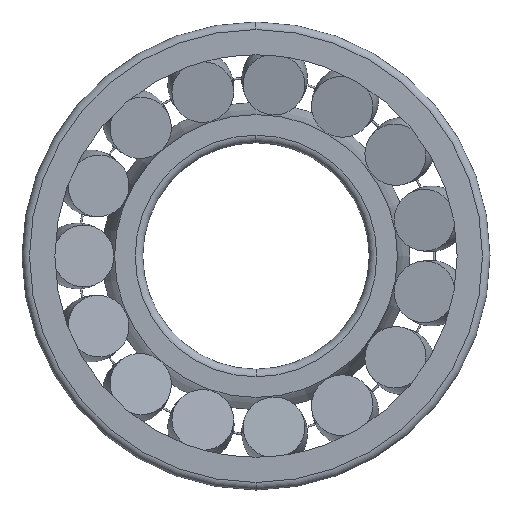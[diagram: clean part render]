
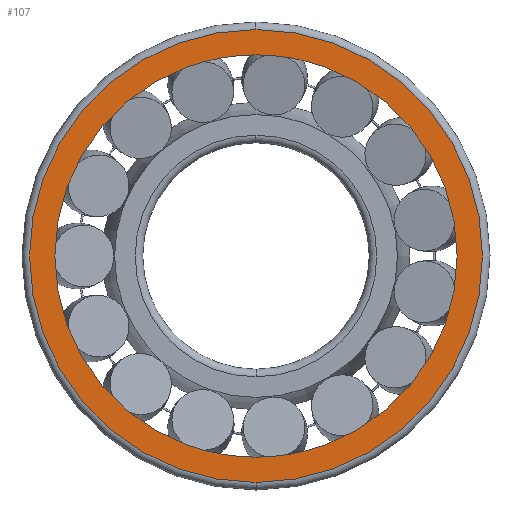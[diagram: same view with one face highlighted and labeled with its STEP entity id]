
A CAD part, left-side view. The second image highlights one B-rep face of the part: STEP entity #107.
In plain terms, the highlighted planar face has unit normal (-1, 0, 0).
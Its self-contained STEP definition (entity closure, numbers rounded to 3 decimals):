
#107=ADVANCED_FACE('',(#367,#368),#369,.T.);
#367=FACE_OUTER_BOUND('',#868,.T.);
#368=FACE_BOUND('',#869,.T.);
#369=PLANE('',#870);
#868=EDGE_LOOP('',(#1596,#1597,#1598));
#869=EDGE_LOOP('',(#1599,#1600,#1601));
#870=AXIS2_PLACEMENT_3D('',#1602,#1603,#1604);
#1596=ORIENTED_EDGE('',*,*,#3172,.F.);
#1597=ORIENTED_EDGE('',*,*,#3171,.F.);
#1598=ORIENTED_EDGE('',*,*,#3199,.F.);
#1599=ORIENTED_EDGE('',*,*,#3203,.T.);
#1600=ORIENTED_EDGE('',*,*,#3154,.T.);
#1601=ORIENTED_EDGE('',*,*,#3204,.T.);
#1602=CARTESIAN_POINT('',(0.,28.324,0.0));
#1603=DIRECTION('',(-1.0,0.,0.0));
#1604=DIRECTION('',(0.,-1.0,0.0));
#3154=EDGE_CURVE('',#3768,#3765,#3769,.T.);
#3171=EDGE_CURVE('',#3799,#3802,#3803,.T.);
#3172=EDGE_CURVE('',#3802,#3804,#3805,.T.);
#3199=EDGE_CURVE('',#3804,#3799,#3842,.T.);
#3203=EDGE_CURVE('',#3847,#3768,#3848,.T.);
#3204=EDGE_CURVE('',#3765,#3847,#3849,.T.);
#3765=VERTEX_POINT('',#4774);
#3768=VERTEX_POINT('',#4777);
#3769=CIRCLE('',#4778,26.648);
#3799=VERTEX_POINT('',#4810);
#3802=VERTEX_POINT('',#4813);
#3803=CIRCLE('',#4814,30.0);
#3804=VERTEX_POINT('',#4815);
#3805=CIRCLE('',#4816,30.0);
#3842=CIRCLE('',#4897,30.0);
#3847=VERTEX_POINT('',#4902);
#3848=CIRCLE('',#4903,26.648);
#3849=CIRCLE('',#4904,26.648);
#4774=CARTESIAN_POINT('',(0.,0.,-26.648));
#4777=CARTESIAN_POINT('',(0.,0.,26.648));
#4778=AXIS2_PLACEMENT_3D('',#9680,#9681,#9682);
#4810=CARTESIAN_POINT('',(0.0,0.,-30.0));
#4813=CARTESIAN_POINT('',(0.0,30.0,0.0));
#4814=AXIS2_PLACEMENT_3D('',#9727,#9728,#9729);
#4815=CARTESIAN_POINT('',(0.0,0.,30.0));
#4816=AXIS2_PLACEMENT_3D('',#9730,#9731,#9732);
#4897=AXIS2_PLACEMENT_3D('',#9784,#9785,#9786);
#4902=CARTESIAN_POINT('',(0.,26.648,0.0));
#4903=AXIS2_PLACEMENT_3D('',#9796,#9797,#9798);
#4904=AXIS2_PLACEMENT_3D('',#9799,#9800,#9801);
#9680=CARTESIAN_POINT('',(0.,0.0,0.0));
#9681=DIRECTION('',(1.0,0.0,0.0));
#9682=DIRECTION('',(0.0,1.0,0.0));
#9727=CARTESIAN_POINT('',(0.0,0.0,0.0));
#9728=DIRECTION('',(1.0,0.0,0.0));
#9729=DIRECTION('',(0.0,1.0,0.0));
#9730=CARTESIAN_POINT('',(0.0,0.0,0.0));
#9731=DIRECTION('',(1.0,0.0,0.0));
#9732=DIRECTION('',(0.0,1.0,0.0));
#9784=CARTESIAN_POINT('',(0.0,0.0,0.0));
#9785=DIRECTION('',(1.0,0.0,0.0));
#9786=DIRECTION('',(0.0,1.0,0.0));
#9796=CARTESIAN_POINT('',(0.,0.0,0.0));
#9797=DIRECTION('',(1.0,0.0,0.0));
#9798=DIRECTION('',(0.0,1.0,0.0));
#9799=CARTESIAN_POINT('',(0.,0.0,0.0));
#9800=DIRECTION('',(1.0,0.0,0.0));
#9801=DIRECTION('',(0.0,1.0,0.0));
